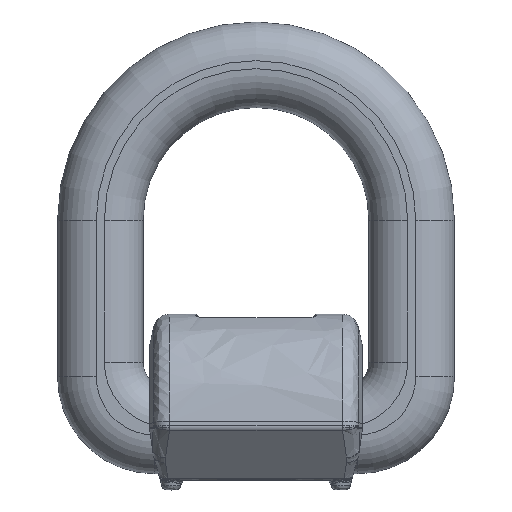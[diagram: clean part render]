
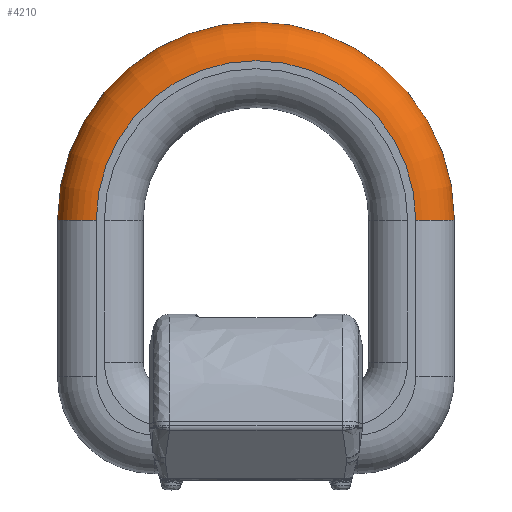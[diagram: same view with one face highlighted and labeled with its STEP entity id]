
A CAD part, top view. The second image highlights one B-rep face of the part: STEP entity #4210.
In plain terms, the highlighted toroidal (fillet/blend) face has major radius 49.5 mm and minor radius 12 mm.
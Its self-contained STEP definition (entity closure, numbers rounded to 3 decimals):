
#225 = AXIS2_PLACEMENT_3D ( 'NONE', #26069, #28260, #26492 ) ;
#1120 = CIRCLE ( 'NONE', #22474, 12. ) ;
#1598 = AXIS2_PLACEMENT_3D ( 'NONE', #8913, #24986, #11541 ) ;
#2187 = ORIENTED_EDGE ( 'NONE', *, *, #22055, .F. ) ;
#3294 = VERTEX_POINT ( 'NONE', #13071 ) ;
#4210 = ADVANCED_FACE ( 'NONE', ( #14811 ), #6285, .T. ) ;
#4359 = AXIS2_PLACEMENT_3D ( 'NONE', #9006, #16157, #25089 ) ;
#4872 = VERTEX_POINT ( 'NONE', #7493 ) ;
#6285 = TOROIDAL_SURFACE ( 'NONE', #225, 49.5, 12. ) ;
#6542 = ORIENTED_EDGE ( 'NONE', *, *, #16539, .F. ) ;
#7493 = CARTESIAN_POINT ( 'NONE',  ( 49.5, 8.5, 13.25 ) ) ;
#8618 = DIRECTION ( 'NONE',  ( 0., 1., 0. ) ) ;
#8913 = CARTESIAN_POINT ( 'NONE',  ( 0., 8.5, 13.25 ) ) ;
#9006 = CARTESIAN_POINT ( 'NONE',  ( 0., 8.5, 1.25 ) ) ;
#9129 = ORIENTED_EDGE ( 'NONE', *, *, #12676, .T. ) ;
#11541 = DIRECTION ( 'NONE',  ( 1., 0., 0. ) ) ;
#12676 = EDGE_CURVE ( 'NONE', #4872, #16667, #1120, .T. ) ;
#12776 = CIRCLE ( 'NONE', #4359, 61.5 ) ;
#13071 = CARTESIAN_POINT ( 'NONE',  ( -61.5, 8.5, 1.25 ) ) ;
#14811 = FACE_OUTER_BOUND ( 'NONE', #28140, .T. ) ;
#14836 = ORIENTED_EDGE ( 'NONE', *, *, #22564, .F. ) ;
#15417 = CARTESIAN_POINT ( 'NONE',  ( -49.5, 8.5, 1.25 ) ) ;
#16157 = DIRECTION ( 'NONE',  ( 0., 0., -1. ) ) ;
#16539 = EDGE_CURVE ( 'NONE', #4872, #18842, #16930, .T. ) ;
#16667 = VERTEX_POINT ( 'NONE', #26026 ) ;
#16930 = CIRCLE ( 'NONE', #1598, 49.5 ) ;
#16940 = CIRCLE ( 'NONE', #24415, 12. ) ;
#17720 = DIRECTION ( 'NONE',  ( 1., 0., 0. ) ) ;
#17858 = DIRECTION ( 'NONE',  ( 0., -1., 0. ) ) ;
#18842 = VERTEX_POINT ( 'NONE', #25897 ) ;
#19692 = DIRECTION ( 'NONE',  ( -1., 0., 0. ) ) ;
#22055 = EDGE_CURVE ( 'NONE', #18842, #3294, #16940, .T. ) ;
#22474 = AXIS2_PLACEMENT_3D ( 'NONE', #26045, #8618, #19692 ) ;
#22564 = EDGE_CURVE ( 'NONE', #3294, #16667, #12776, .T. ) ;
#24415 = AXIS2_PLACEMENT_3D ( 'NONE', #15417, #17858, #17720 ) ;
#24986 = DIRECTION ( 'NONE',  ( 0., 0., 1. ) ) ;
#25089 = DIRECTION ( 'NONE',  ( 1., 0., 0. ) ) ;
#25897 = CARTESIAN_POINT ( 'NONE',  ( -49.5, 8.5, 13.25 ) ) ;
#26026 = CARTESIAN_POINT ( 'NONE',  ( 61.5, 8.5, 1.25 ) ) ;
#26045 = CARTESIAN_POINT ( 'NONE',  ( 49.5, 8.5, 1.25 ) ) ;
#26069 = CARTESIAN_POINT ( 'NONE',  ( 0., 8.5, 1.25 ) ) ;
#26492 = DIRECTION ( 'NONE',  ( 1., 0., 0. ) ) ;
#28140 = EDGE_LOOP ( 'NONE', ( #9129, #14836, #2187, #6542 ) ) ;
#28260 = DIRECTION ( 'NONE',  ( 0., 0., 1. ) ) ;
